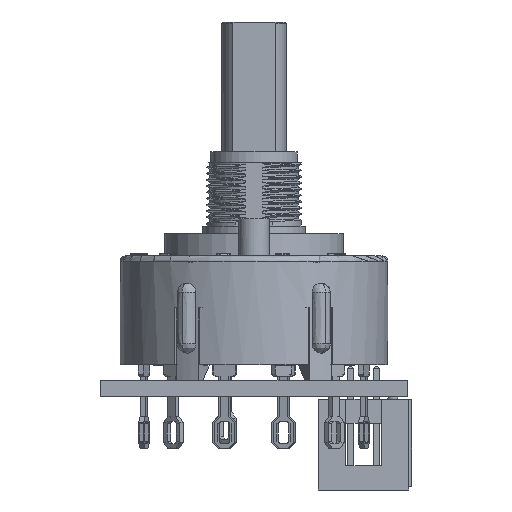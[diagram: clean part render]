
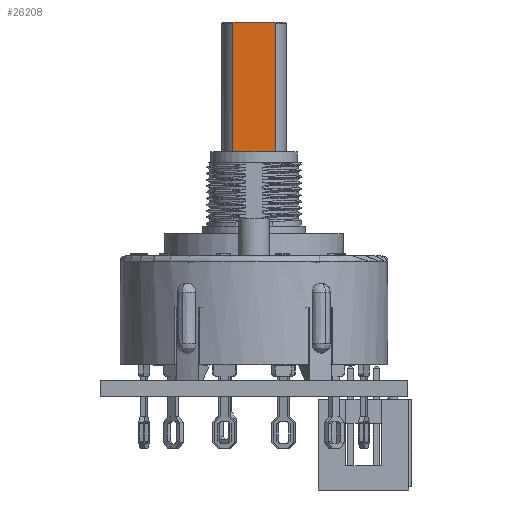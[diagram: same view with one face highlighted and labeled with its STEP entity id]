
A CAD part, left-side view. The second image highlights one B-rep face of the part: STEP entity #26208.
In plain terms, the highlighted face is planar.
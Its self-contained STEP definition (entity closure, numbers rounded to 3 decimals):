
#4553 = VERTEX_POINT('',#4554);
#4554 = CARTESIAN_POINT('',(2.362,15.113,-2.083));
#4555 = VERTEX_POINT('',#4556);
#4556 = CARTESIAN_POINT('',(2.362,15.113,2.083));
#4563 = EDGE_CURVE('',#4564,#4555,#4566,.T.);
#4564 = VERTEX_POINT('',#4565);
#4565 = CARTESIAN_POINT('',(2.362,27.838,2.083));
#4566 = LINE('',#4567,#4568);
#4567 = CARTESIAN_POINT('',(2.362,27.838,
    2.083));
#4568 = VECTOR('',#4569,1.);
#4569 = DIRECTION('',(0.,-1.,0.));
#4596 = VERTEX_POINT('',#4597);
#4597 = CARTESIAN_POINT('',(2.362,27.838,-2.083));
#4604 = EDGE_CURVE('',#4596,#4553,#4605,.T.);
#4605 = LINE('',#4606,#4607);
#4606 = CARTESIAN_POINT('',(2.362,27.838,
    -2.083));
#4607 = VECTOR('',#4608,1.);
#4608 = DIRECTION('',(0.,-1.,0.));
#26173 = EDGE_CURVE('',#26174,#4564,#26176,.T.);
#26174 = VERTEX_POINT('',#26175);
#26175 = CARTESIAN_POINT('',(2.362,27.94,1.926));
#26176 = B_SPLINE_CURVE_WITH_KNOTS('',3,(#26177,#26178,#26179,#26180,
    #26181,#26182),.UNSPECIFIED.,.F.,.F.,(4,1,1,4),(0.,0.333,
    0.667,1.),.UNSPECIFIED.);
#26177 = CARTESIAN_POINT('',(2.362,27.94,
    1.926));
#26178 = CARTESIAN_POINT('',(2.362,27.929,
    1.943));
#26179 = CARTESIAN_POINT('',(2.362,27.907,
    1.978));
#26180 = CARTESIAN_POINT('',(2.362,27.874,
    2.03));
#26181 = CARTESIAN_POINT('',(2.362,27.85,
    2.065));
#26182 = CARTESIAN_POINT('',(2.362,27.838,
    2.083));
#26185 = VERTEX_POINT('',#26186);
#26186 = CARTESIAN_POINT('',(2.362,27.94,-1.926));
#26193 = EDGE_CURVE('',#4596,#26185,#26194,.T.);
#26194 = B_SPLINE_CURVE_WITH_KNOTS('',3,(#26195,#26196,#26197,#26198,
    #26199,#26200),.UNSPECIFIED.,.F.,.F.,(4,1,1,4),(0.,0.333,
    0.667,1.),.UNSPECIFIED.);
#26195 = CARTESIAN_POINT('',(2.362,27.838,
    -2.083));
#26196 = CARTESIAN_POINT('',(2.362,27.85,
    -2.065));
#26197 = CARTESIAN_POINT('',(2.362,27.874,
    -2.03));
#26198 = CARTESIAN_POINT('',(2.362,27.907,
    -1.977));
#26199 = CARTESIAN_POINT('',(2.362,27.929,
    -1.943));
#26200 = CARTESIAN_POINT('',(2.362,27.94,
    -1.926));
#26208 = ADVANCED_FACE('',(#26209),#26227,.F.);
#26209 = FACE_BOUND('',#26210,.T.);
#26210 = EDGE_LOOP('',(#26211,#26212,#26213,#26219,#26220,#26221));
#26211 = ORIENTED_EDGE('',*,*,#26173,.T.);
#26212 = ORIENTED_EDGE('',*,*,#4563,.T.);
#26213 = ORIENTED_EDGE('',*,*,#26214,.F.);
#26214 = EDGE_CURVE('',#4553,#4555,#26215,.T.);
#26215 = LINE('',#26216,#26217);
#26216 = CARTESIAN_POINT('',(2.362,15.113,
    -2.083));
#26217 = VECTOR('',#26218,1.);
#26218 = DIRECTION('',(0.,0.,1.));
#26219 = ORIENTED_EDGE('',*,*,#4604,.F.);
#26220 = ORIENTED_EDGE('',*,*,#26193,.T.);
#26221 = ORIENTED_EDGE('',*,*,#26222,.T.);
#26222 = EDGE_CURVE('',#26185,#26174,#26223,.T.);
#26223 = LINE('',#26224,#26225);
#26224 = CARTESIAN_POINT('',(2.362,27.94,
    -1.926));
#26225 = VECTOR('',#26226,1.);
#26226 = DIRECTION('',(0.,0.,1.));
#26227 = PLANE('',#26228);
#26228 = AXIS2_PLACEMENT_3D('',#26229,#26230,#26231);
#26229 = CARTESIAN_POINT('',(2.362,27.94,-2.083));
#26230 = DIRECTION('',(-1.,0.,0.));
#26231 = DIRECTION('',(0.,0.,1.));
